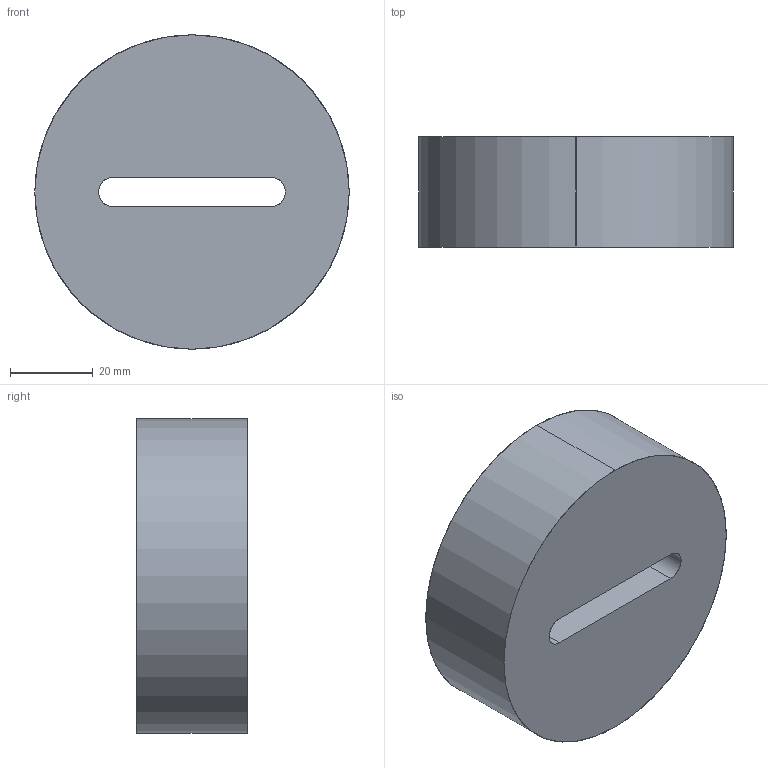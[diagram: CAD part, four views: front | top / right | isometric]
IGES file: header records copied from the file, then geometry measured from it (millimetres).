
Start section: SolidWorks IGES file using analytic representation for surfaces
Global section: file name: D1200835-v1_aLIGO_AOS_SLC_ACB, Two Pound Weight.IGS; native system: SolidWorks 2012; preprocessor: SolidWorks 2012; author: tnguyen; date: 120706.063309; units: inch
Bounding box: 76.2 x 26.8 x 76.2 mm (x, y, z)
Surface area: 17554.6 mm2 (no closed solid volume)
Topology: 0 solids, 0 shells, 8 faces, 220 edges, 220 vertices
Faces by surface type: revolution 4, bspline 4
